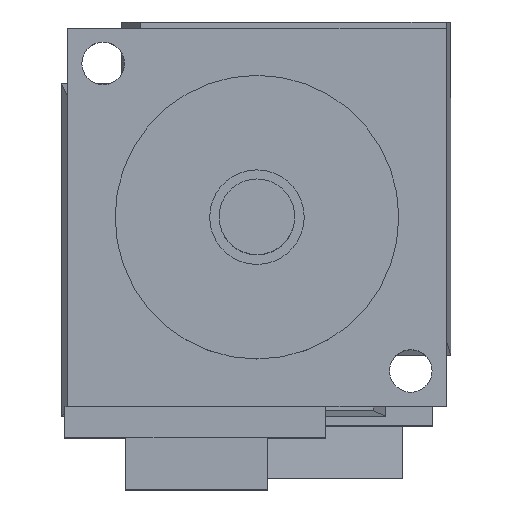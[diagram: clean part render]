
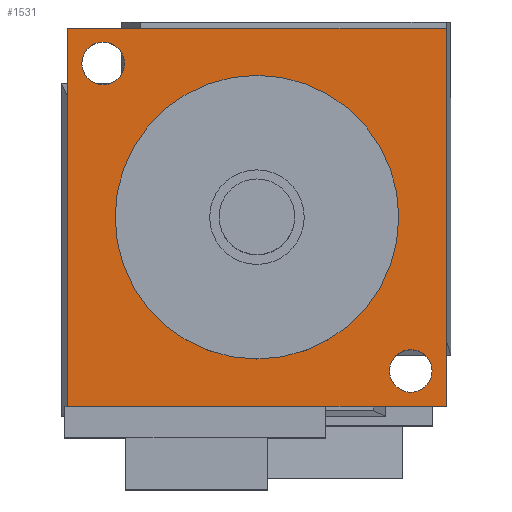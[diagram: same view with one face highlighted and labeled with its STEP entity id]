
A CAD part, top view. The second image highlights one B-rep face of the part: STEP entity #1531.
In plain terms, the highlighted planar face has unit normal (0, 0, 1).
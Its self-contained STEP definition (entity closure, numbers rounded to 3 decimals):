
#22=CARTESIAN_POINT('',(0.,0.,0.));
#23=DIRECTION('',(0.,0.,1.));
#24=DIRECTION('',(1.,0.,0.));
#25=AXIS2_PLACEMENT_3D('',#22,#23,#24);
#27=CARTESIAN_POINT('',(0.,0.,0.));
#28=DIRECTION('',(0.,0.,1.));
#29=DIRECTION('',(-1.,0.,0.));
#30=AXIS2_PLACEMENT_3D('',#27,#28,#29);
#32=CARTESIAN_POINT('',(-16.263,16.263,0.));
#33=DIRECTION('',(0.,0.,1.));
#34=DIRECTION('',(1.,0.,0.));
#35=AXIS2_PLACEMENT_3D('',#32,#33,#34);
#37=CARTESIAN_POINT('',(-16.263,16.263,0.));
#38=DIRECTION('',(0.,0.,1.));
#39=DIRECTION('',(-1.,0.,0.));
#40=AXIS2_PLACEMENT_3D('',#37,#38,#39);
#42=CARTESIAN_POINT('',(16.263,-16.263,0.));
#43=DIRECTION('',(0.,0.,1.));
#44=DIRECTION('',(-1.,0.,0.));
#45=AXIS2_PLACEMENT_3D('',#42,#43,#44);
#47=CARTESIAN_POINT('',(16.263,-16.263,0.));
#48=DIRECTION('',(0.,0.,1.));
#49=DIRECTION('',(1.,0.,0.));
#50=AXIS2_PLACEMENT_3D('',#47,#48,#49);
#56=DIRECTION('',(0.,-1.,0.));
#57=VECTOR('',#56,40.);
#58=CARTESIAN_POINT('',(-20.,20.,0.));
#59=LINE('',#58,#57);
#64=DIRECTION('',(1.,0.,0.));
#65=VECTOR('',#64,40.);
#66=CARTESIAN_POINT('',(-20.,-20.,0.));
#67=LINE('',#66,#65);
#240=DIRECTION('',(0.,1.,0.));
#241=VECTOR('',#240,40.);
#242=CARTESIAN_POINT('',(20.,-20.,0.));
#243=LINE('',#242,#241);
#713=DIRECTION('',(-1.,0.,0.));
#714=VECTOR('',#713,40.);
#715=CARTESIAN_POINT('',(20.,20.,0.));
#716=LINE('',#715,#714);
#1126=CARTESIAN_POINT('',(15.,0.,0.));
#1127=CARTESIAN_POINT('',(-15.,0.,0.));
#1128=VERTEX_POINT('',#1126);
#1129=VERTEX_POINT('',#1127);
#1130=CARTESIAN_POINT('',(-20.,20.,0.));
#1131=CARTESIAN_POINT('',(-20.,-20.,0.));
#1132=VERTEX_POINT('',#1130);
#1133=VERTEX_POINT('',#1131);
#1134=CARTESIAN_POINT('',(20.,20.,0.));
#1135=VERTEX_POINT('',#1134);
#1136=CARTESIAN_POINT('',(20.,-20.,0.));
#1137=VERTEX_POINT('',#1136);
#1138=CARTESIAN_POINT('',(-14.013,16.263,0.));
#1139=CARTESIAN_POINT('',(-18.513,16.263,0.));
#1140=VERTEX_POINT('',#1138);
#1141=VERTEX_POINT('',#1139);
#1142=CARTESIAN_POINT('',(14.013,-16.263,0.));
#1143=CARTESIAN_POINT('',(18.513,-16.263,0.));
#1144=VERTEX_POINT('',#1142);
#1145=VERTEX_POINT('',#1143);
#1499=CARTESIAN_POINT('',(0.,0.,0.));
#1500=DIRECTION('',(0.,0.,1.));
#1501=DIRECTION('',(1.,0.,0.));
#1502=AXIS2_PLACEMENT_3D('',#1499,#1500,#1501);
#1503=PLANE('',#1502);
#1505=ORIENTED_EDGE('',*,*,#1504,.F.);
#1507=ORIENTED_EDGE('',*,*,#1506,.F.);
#1509=ORIENTED_EDGE('',*,*,#1508,.F.);
#1511=ORIENTED_EDGE('',*,*,#1510,.F.);
#1512=EDGE_LOOP('',(#1505,#1507,#1509,#1511));
#1513=FACE_OUTER_BOUND('',#1512,.F.);
#1514=ORIENTED_EDGE('',*,*,#1489,.T.);
#1516=ORIENTED_EDGE('',*,*,#1515,.T.);
#1517=EDGE_LOOP('',(#1514,#1516));
#1518=FACE_BOUND('',#1517,.F.);
#1520=ORIENTED_EDGE('',*,*,#1519,.T.);
#1522=ORIENTED_EDGE('',*,*,#1521,.T.);
#1523=EDGE_LOOP('',(#1520,#1522));
#1524=FACE_BOUND('',#1523,.F.);
#1526=ORIENTED_EDGE('',*,*,#1525,.T.);
#1528=ORIENTED_EDGE('',*,*,#1527,.T.);
#1529=EDGE_LOOP('',(#1526,#1528));
#1530=FACE_BOUND('',#1529,.F.);
#1531=ADVANCED_FACE('',(#1513,#1518,#1524,#1530),#1503,.T.);
#26=CIRCLE('',#25,15.);
#31=CIRCLE('',#30,15.);
#36=CIRCLE('',#35,2.25);
#41=CIRCLE('',#40,2.25);
#46=CIRCLE('',#45,2.25);
#51=CIRCLE('',#50,2.25);
#1489=EDGE_CURVE('',#1128,#1129,#26,.T.);
#1504=EDGE_CURVE('',#1132,#1133,#59,.T.);
#1506=EDGE_CURVE('',#1135,#1132,#716,.T.);
#1508=EDGE_CURVE('',#1137,#1135,#243,.T.);
#1510=EDGE_CURVE('',#1133,#1137,#67,.T.);
#1515=EDGE_CURVE('',#1129,#1128,#31,.T.);
#1519=EDGE_CURVE('',#1140,#1141,#36,.T.);
#1521=EDGE_CURVE('',#1141,#1140,#41,.T.);
#1525=EDGE_CURVE('',#1144,#1145,#46,.T.);
#1527=EDGE_CURVE('',#1145,#1144,#51,.T.);
